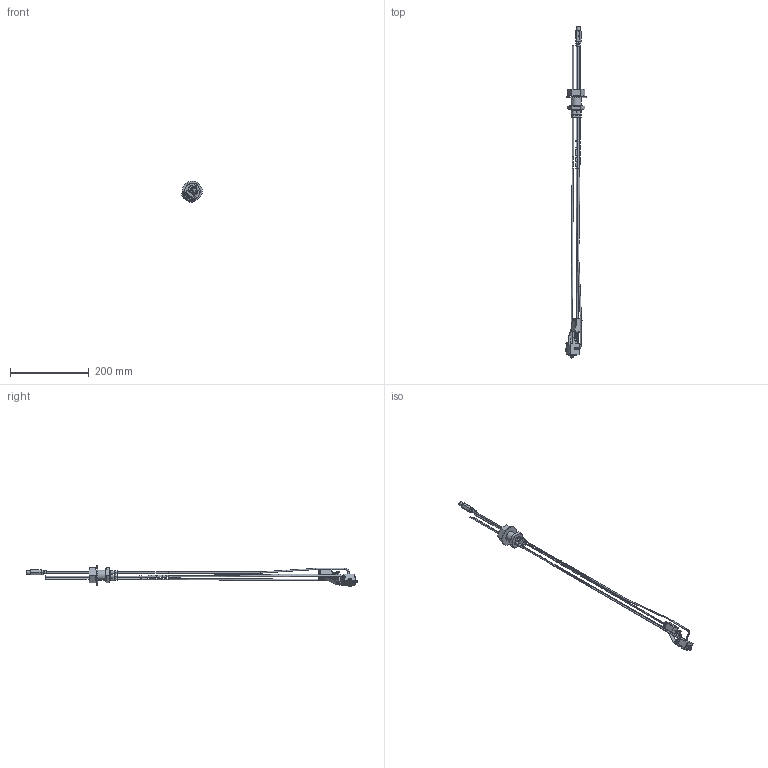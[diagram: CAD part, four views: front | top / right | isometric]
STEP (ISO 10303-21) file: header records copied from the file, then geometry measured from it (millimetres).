
FILE_DESCRIPTION(/* description */ (''),/* implementation_level */ '2;1');
FILE_NAME(/* name */ 'CDS-A1F38.stp',/* time_stamp */ '2021-08-31T16:30:45-04:00',/* author */ (''),/* organization */ (''),/* preprocessor_version */ 'ST-DEVELOPER v16',/* originating_system */ 'SIEMENS PLM Software NX 10.0',/* authorisation */ '');
FILE_SCHEMA (('AUTOMOTIVE_DESIGN { 1 0 10303 214 3 1 1 1 }'));
Products named in the file (1): CDS-A1F38
Bounding box: 52.27 x 845.67 x 54.39 mm (x, y, z)
Volume: 92438.1 mm3; surface area: 96678.1 mm2
Topology: 14 solids, 22 shells, 1973 faces, 4770 edges, 2936 vertices
Faces by surface type: plane 1269, cylinder 540, cone 101, torus 43, sphere 10, extrusion 6, bspline 4
Full cylindrical faces by diameter (mm): 1.27 x1, 1.778 x1, 1.816 x1, 2.02 x5, 2.032 x1, 2.08 x1, 2.156 x1, 2.329 x7, 2.36 x17, 2.518 x1, 2.845 x11, 2.87 x1, 3.175 x20, 3.251 x1, 3.302 x6, 3.404 x5, 3.429 x10, 3.772 x1, 3.835 x1, 3.962 x5, 3.981 x2, 4.191 x3, 4.216 x1, 4.343 x2, 4.369 x1, 4.445 x2, 4.648 x1, 4.699 x5, 4.801 x5, 5.08 x1
Entity records: 58784 total; most frequent: CARTESIAN_POINT 13530, DIRECTION 9551, ORIENTED_EDGE 8736, EDGE_CURVE 4368, AXIS2_PLACEMENT_3D 3552, VERTEX_POINT 2812, VECTOR 2447, LINE 2441
